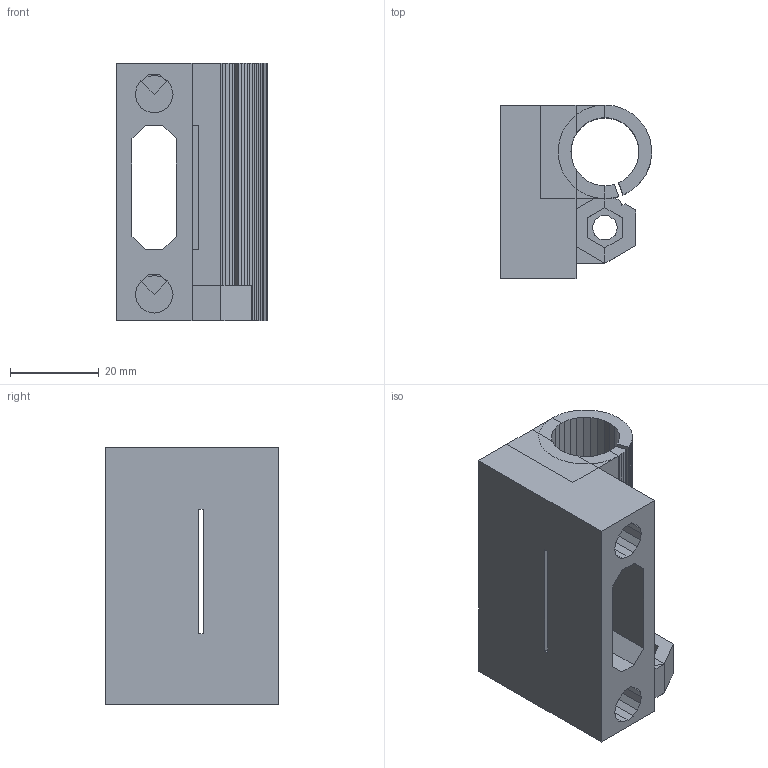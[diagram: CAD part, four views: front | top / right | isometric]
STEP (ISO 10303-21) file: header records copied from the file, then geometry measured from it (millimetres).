
FILE_DESCRIPTION(('FreeCAD Model'),'2;1');
FILE_NAME('x-end.step', '2015-04-25T16:35:21',('Author'),(''), 'Open CASCADE STEP processor 6.8','FreeCAD','Unknown');
FILE_SCHEMA(('AUTOMOTIVE_DESIGN_CC2 { 1 2 10303 214 -1 1 5 4 }'));
Length unit declared in the file: millimetre
Products named in the file (1): difference003
Bounding box: 34 x 39 x 58 mm (x, y, z)
Volume: 32206.4 mm3; surface area: 17540.8 mm2
Topology: 1 solids, 1 shells, 211 faces, 683 edges, 471 vertices
Faces by surface type: plane 211
Entity records: 15888 total; most frequent: CARTESIAN_POINT 3173, DIRECTION 2032, LINE 1608, VECTOR 1608, ORIENTED_EDGE 1366, PCURVE 1366, DEFINITIONAL_REPRESENTATION 1366, EDGE_CURVE 683
